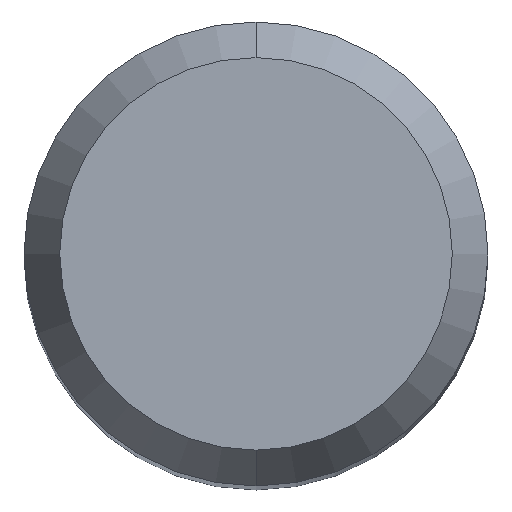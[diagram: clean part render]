
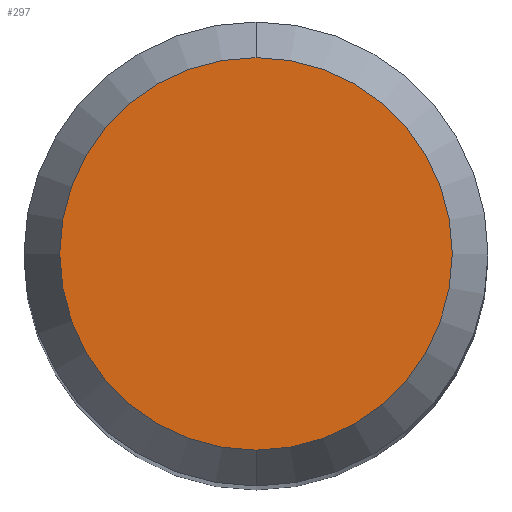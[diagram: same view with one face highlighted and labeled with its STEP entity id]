
A CAD part, top view. The second image highlights one B-rep face of the part: STEP entity #297.
In plain terms, the highlighted planar face has unit normal (0, 0, 1).
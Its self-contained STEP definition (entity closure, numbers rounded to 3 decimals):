
#225=EDGE_CURVE('',#363,#293,#510,.T.);
#231=EDGE_CURVE('',#293,#363,#517,.T.);
#293=VERTEX_POINT('',#587);
#297=ADVANCED_FACE('',(#591),#592,.T.);
#363=VERTEX_POINT('',#663);
#510=CIRCLE('',#893,2.538);
#517=CIRCLE('',#903,2.538);
#587=CARTESIAN_POINT('',(0.,-2.538,29.61));
#591=FACE_OUTER_BOUND('',#1039,.T.);
#592=PLANE('',#1040);
#663=CARTESIAN_POINT('',(0.0,2.538,29.61));
#893=AXIS2_PLACEMENT_3D('',#1450,#1451,#1452);
#903=AXIS2_PLACEMENT_3D('',#1462,#1463,#1464);
#1039=EDGE_LOOP('',(#1558,#1559));
#1040=AXIS2_PLACEMENT_3D('',#1560,#1561,#1562);
#1450=CARTESIAN_POINT('',(0.0,0.0,29.61));
#1451=DIRECTION('',(0.0,0.0,-1.0));
#1452=DIRECTION('',(0.0,1.0,0.0));
#1462=CARTESIAN_POINT('',(0.0,0.0,29.61));
#1463=DIRECTION('',(0.0,0.0,-1.0));
#1464=DIRECTION('',(0.0,1.0,0.0));
#1558=ORIENTED_EDGE('',*,*,#225,.F.);
#1559=ORIENTED_EDGE('',*,*,#231,.F.);
#1560=CARTESIAN_POINT('',(0.0,1.269,29.61));
#1561=DIRECTION('',(-0.0,0.0,1.0));
#1562=DIRECTION('',(0.0,-1.0,0.0));
